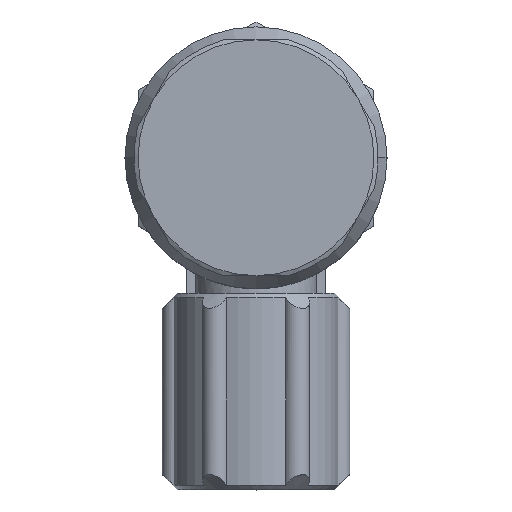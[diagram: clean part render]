
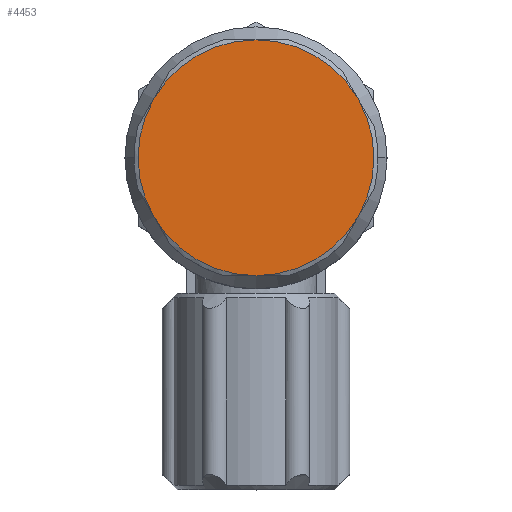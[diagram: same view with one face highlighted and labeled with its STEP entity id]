
A CAD part, top view. The second image highlights one B-rep face of the part: STEP entity #4453.
In plain terms, the highlighted planar face has unit normal (0, 0, 1).
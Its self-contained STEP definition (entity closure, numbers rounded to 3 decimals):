
#4068=CARTESIAN_POINT('',(11.682,17.972,24.1));
#4069=VERTEX_POINT('',#4068);
#4083=CARTESIAN_POINT('',(11.701,17.94,24.1));
#4084=VERTEX_POINT('',#4083);
#4085=CARTESIAN_POINT('',(11.682,17.972,24.1));
#4086=DIRECTION('',(0.5,-0.866,0.0));
#4087=VECTOR('',#4086,0.037);
#4088=LINE('',#4085,#4087);
#4089=EDGE_CURVE('',#4069,#4084,#4088,.T.);
#4123=CARTESIAN_POINT('',(0.,24.706,24.1));
#4124=VERTEX_POINT('',#4123);
#4195=CARTESIAN_POINT('',(-11.691,17.956,24.1));
#4196=VERTEX_POINT('',#4195);
#4234=CARTESIAN_POINT('',(-11.691,4.456,24.1));
#4235=VERTEX_POINT('',#4234);
#4258=CARTESIAN_POINT('',(0.,-2.294,24.1));
#4259=VERTEX_POINT('',#4258);
#4273=CARTESIAN_POINT('',(0.0,11.206,24.1));
#4274=DIRECTION('',(0.0,0.0,1.0));
#4275=DIRECTION('',(-1.0,0.0,0.0));
#4276=AXIS2_PLACEMENT_3D('',#4273,#4274,#4275);
#4277=CIRCLE('',#4276,13.5);
#4278=EDGE_CURVE('',#4235,#4259,#4277,.T.);
#4288=CARTESIAN_POINT('',(11.682,4.44,24.1));
#4289=VERTEX_POINT('',#4288);
#4303=CARTESIAN_POINT('',(0.0,11.206,24.1));
#4304=DIRECTION('',(0.0,0.0,1.0));
#4305=DIRECTION('',(-1.0,0.0,0.0));
#4306=AXIS2_PLACEMENT_3D('',#4303,#4304,#4305);
#4307=CIRCLE('',#4306,13.5);
#4308=EDGE_CURVE('',#4259,#4289,#4307,.T.);
#4355=CARTESIAN_POINT('',(0.0,11.206,24.1));
#4356=DIRECTION('',(0.0,0.0,1.0));
#4357=DIRECTION('',(-1.0,0.0,0.0));
#4358=AXIS2_PLACEMENT_3D('',#4355,#4356,#4357);
#4359=CIRCLE('',#4358,13.5);
#4360=EDGE_CURVE('',#4196,#4235,#4359,.T.);
#4373=CARTESIAN_POINT('',(0.0,11.206,24.1));
#4374=DIRECTION('',(0.0,0.0,1.0));
#4375=DIRECTION('',(-1.0,0.0,0.0));
#4376=AXIS2_PLACEMENT_3D('',#4373,#4374,#4375);
#4377=CIRCLE('',#4376,13.5);
#4378=EDGE_CURVE('',#4124,#4196,#4377,.T.);
#4391=CARTESIAN_POINT('',(0.0,11.206,24.1));
#4392=DIRECTION('',(0.0,0.0,1.0));
#4393=DIRECTION('',(-1.0,0.0,0.0));
#4394=AXIS2_PLACEMENT_3D('',#4391,#4392,#4393);
#4395=CIRCLE('',#4394,13.5);
#4396=EDGE_CURVE('',#4069,#4124,#4395,.T.);
#4406=CARTESIAN_POINT('',(11.701,4.472,24.1));
#4407=VERTEX_POINT('',#4406);
#4423=CARTESIAN_POINT('',(0.0,11.206,24.1));
#4424=DIRECTION('',(0.0,0.0,1.0));
#4425=DIRECTION('',(-1.0,0.0,0.0));
#4426=AXIS2_PLACEMENT_3D('',#4423,#4424,#4425);
#4427=CIRCLE('',#4426,13.5);
#4428=EDGE_CURVE('',#4407,#4084,#4427,.T.);
#4433=CARTESIAN_POINT('',(7.794,24.706,24.1));
#4434=DIRECTION('',(0.0,0.0,-1.0));
#4435=DIRECTION('',(-1.0,0.0,0.0));
#4436=AXIS2_PLACEMENT_3D('',#4433,#4434,#4435);
#4437=PLANE('',#4436);
#4438=ORIENTED_EDGE('',*,*,#4428,.T.);
#4439=ORIENTED_EDGE('',*,*,#4089,.F.);
#4440=ORIENTED_EDGE('',*,*,#4396,.T.);
#4441=ORIENTED_EDGE('',*,*,#4378,.T.);
#4442=ORIENTED_EDGE('',*,*,#4360,.T.);
#4443=ORIENTED_EDGE('',*,*,#4278,.T.);
#4444=ORIENTED_EDGE('',*,*,#4308,.T.);
#4445=CARTESIAN_POINT('',(11.701,4.472,24.1));
#4446=DIRECTION('',(-0.5,-0.866,0.0));
#4447=VECTOR('',#4446,0.037);
#4448=LINE('',#4445,#4447);
#4449=EDGE_CURVE('',#4407,#4289,#4448,.T.);
#4450=ORIENTED_EDGE('',*,*,#4449,.F.);
#4451=EDGE_LOOP('',(#4438,#4439,#4440,#4441,#4442,#4443,#4444,#4450));
#4452=FACE_OUTER_BOUND('',#4451,.T.);
#4453=ADVANCED_FACE('',(#4452),#4437,.F.);
